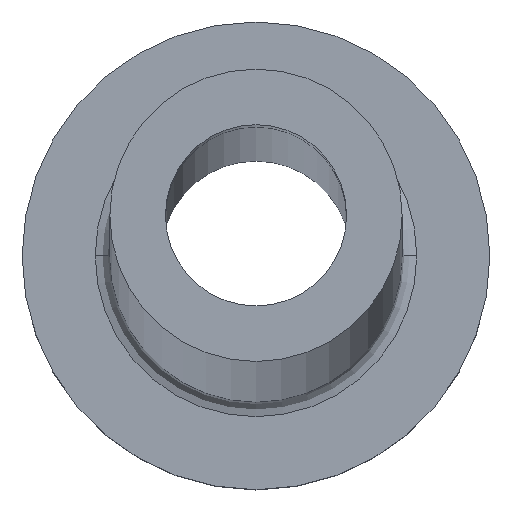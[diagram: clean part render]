
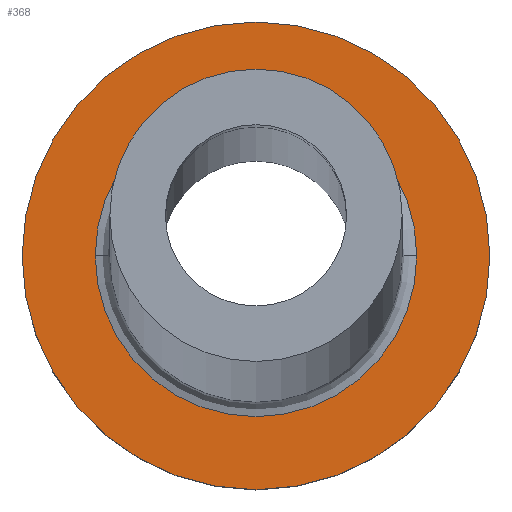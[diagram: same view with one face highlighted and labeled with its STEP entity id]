
A CAD part, top view. The second image highlights one B-rep face of the part: STEP entity #368.
In plain terms, the highlighted planar face has unit normal (0, 0, 1).
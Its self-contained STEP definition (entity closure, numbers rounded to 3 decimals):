
#2 = ORIENTED_EDGE ( 'NONE', *, *, #454, .T. ) ;
#13 = AXIS2_PLACEMENT_3D ( 'NONE', #376, #342, #25 ) ;
#25 = DIRECTION ( 'NONE',  ( 1., 0., 0. ) ) ;
#28 = CARTESIAN_POINT ( 'NONE',  ( 0., 0., 5. ) ) ;
#30 = AXIS2_PLACEMENT_3D ( 'NONE', #222, #359, #191 ) ;
#37 = FACE_BOUND ( 'NONE', #118, .T. ) ;
#41 = VERTEX_POINT ( 'NONE', #382 ) ;
#64 = DIRECTION ( 'NONE',  ( 0., 0., 1. ) ) ;
#77 = CARTESIAN_POINT ( 'NONE',  ( 0., 0., 5. ) ) ;
#90 = VERTEX_POINT ( 'NONE', #240 ) ;
#113 = CARTESIAN_POINT ( 'NONE',  ( 5.5, 0., 5. ) ) ;
#118 = EDGE_LOOP ( 'NONE', ( #2, #167 ) ) ;
#125 = CIRCLE ( 'NONE', #13, 8. ) ;
#152 = VERTEX_POINT ( 'NONE', #196 ) ;
#167 = ORIENTED_EDGE ( 'NONE', *, *, #293, .T. ) ;
#176 = DIRECTION ( 'NONE',  ( 1., 0., 0. ) ) ;
#191 = DIRECTION ( 'NONE',  ( 1., 0., 0. ) ) ;
#196 = CARTESIAN_POINT ( 'NONE',  ( -5.5, 0., 5. ) ) ;
#218 = FACE_OUTER_BOUND ( 'NONE', #432, .T. ) ;
#222 = CARTESIAN_POINT ( 'NONE',  ( 0., 0., 5. ) ) ;
#234 = DIRECTION ( 'NONE',  ( 1., 0., 0. ) ) ;
#240 = CARTESIAN_POINT ( 'NONE',  ( 8., 0., 5. ) ) ;
#248 = CIRCLE ( 'NONE', #325, 5.5 ) ;
#282 = VERTEX_POINT ( 'NONE', #113 ) ;
#285 = CIRCLE ( 'NONE', #377, 8. ) ;
#293 = EDGE_CURVE ( 'NONE', #152, #282, #415, .T. ) ;
#314 = AXIS2_PLACEMENT_3D ( 'NONE', #28, #449, #176 ) ;
#325 = AXIS2_PLACEMENT_3D ( 'NONE', #337, #410, #234 ) ;
#335 = EDGE_CURVE ( 'NONE', #41, #90, #285, .T. ) ;
#337 = CARTESIAN_POINT ( 'NONE',  ( 0., 0., 5. ) ) ;
#342 = DIRECTION ( 'NONE',  ( 0., 0., 1. ) ) ;
#345 = EDGE_CURVE ( 'NONE', #90, #41, #125, .T. ) ;
#359 = DIRECTION ( 'NONE',  ( 0., 0., 1. ) ) ;
#362 = ORIENTED_EDGE ( 'NONE', *, *, #345, .T. ) ;
#368 = ADVANCED_FACE ( 'NONE', ( #37, #218 ), #393, .T. ) ;
#376 = CARTESIAN_POINT ( 'NONE',  ( 0., 0., 5. ) ) ;
#377 = AXIS2_PLACEMENT_3D ( 'NONE', #77, #64, #418 ) ;
#382 = CARTESIAN_POINT ( 'NONE',  ( -8., 0., 5. ) ) ;
#386 = ORIENTED_EDGE ( 'NONE', *, *, #335, .T. ) ;
#393 = PLANE ( 'NONE',  #30 ) ;
#410 = DIRECTION ( 'NONE',  ( 0., 0., -1. ) ) ;
#415 = CIRCLE ( 'NONE', #314, 5.5 ) ;
#418 = DIRECTION ( 'NONE',  ( 1., 0., 0. ) ) ;
#432 = EDGE_LOOP ( 'NONE', ( #386, #362 ) ) ;
#449 = DIRECTION ( 'NONE',  ( 0., 0., -1. ) ) ;
#454 = EDGE_CURVE ( 'NONE', #282, #152, #248, .T. ) ;
